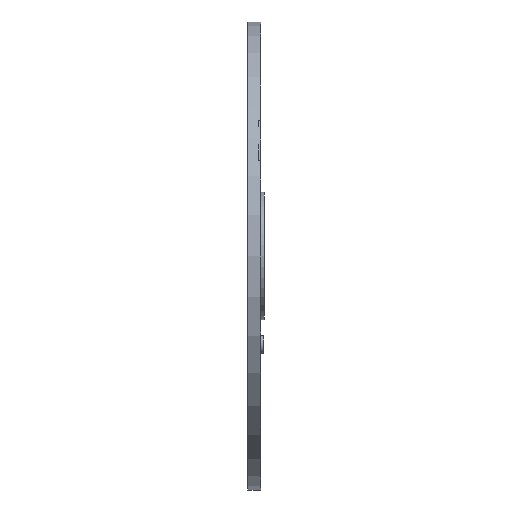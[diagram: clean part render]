
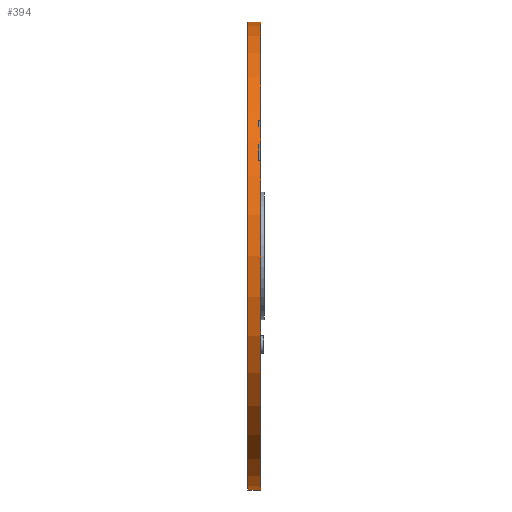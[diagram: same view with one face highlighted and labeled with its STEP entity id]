
A CAD part, left-side view. The second image highlights one B-rep face of the part: STEP entity #394.
In plain terms, the highlighted cylindrical face has radius 100.9 mm (diameter 201.8 mm), a partial arc.
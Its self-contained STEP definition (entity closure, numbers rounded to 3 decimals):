
#43 = VECTOR ( 'NONE', #1427, 1000. ) ;
#90 = FACE_OUTER_BOUND ( 'NONE', #138, .T. ) ;
#114 = VECTOR ( 'NONE', #2608, 1000. ) ;
#138 = EDGE_LOOP ( 'NONE', ( #1092, #2874, #1885, #1734 ) ) ;
#329 = CARTESIAN_POINT ( 'NONE',  ( 0., 1.4, -100.9 ) ) ;
#394 = ADVANCED_FACE ( 'NONE', ( #90 ), #1325, .T. ) ;
#493 = CARTESIAN_POINT ( 'NONE',  ( 0., -3.8, -100.9 ) ) ;
#520 = DIRECTION ( 'NONE',  ( 0., -1., 0. ) ) ;
#720 = DIRECTION ( 'NONE',  ( 0., 0., 1. ) ) ;
#741 = AXIS2_PLACEMENT_3D ( 'NONE', #3245, #520, #3549 ) ;
#1025 = DIRECTION ( 'NONE',  ( 0., 1., 0. ) ) ;
#1072 = LINE ( 'NONE', #493, #43 ) ;
#1092 = ORIENTED_EDGE ( 'NONE', *, *, #1971, .F. ) ;
#1320 = EDGE_CURVE ( 'NONE', #1663, #3398, #2507, .T. ) ;
#1325 = CYLINDRICAL_SURFACE ( 'NONE', #2816, 100.9 ) ;
#1427 = DIRECTION ( 'NONE',  ( 0., 1., 0. ) ) ;
#1522 = AXIS2_PLACEMENT_3D ( 'NONE', #2618, #1729, #2979 ) ;
#1663 = VERTEX_POINT ( 'NONE', #3405 ) ;
#1683 = CARTESIAN_POINT ( 'NONE',  ( 0., -3.8, 100.9 ) ) ;
#1729 = DIRECTION ( 'NONE',  ( 0., 1., 0. ) ) ;
#1734 = ORIENTED_EDGE ( 'NONE', *, *, #3350, .F. ) ;
#1885 = ORIENTED_EDGE ( 'NONE', *, *, #3905, .T. ) ;
#1945 = VERTEX_POINT ( 'NONE', #3481 ) ;
#1971 = EDGE_CURVE ( 'NONE', #3398, #3727, #1072, .T. ) ;
#2507 = CIRCLE ( 'NONE', #741, 100.9 ) ;
#2585 = CARTESIAN_POINT ( 'NONE',  ( 0., -3.8, 0. ) ) ;
#2608 = DIRECTION ( 'NONE',  ( 0., 1., 0. ) ) ;
#2618 = CARTESIAN_POINT ( 'NONE',  ( 0., 1.4, 0. ) ) ;
#2732 = CARTESIAN_POINT ( 'NONE',  ( 0., -4.2, -100.9 ) ) ;
#2774 = CIRCLE ( 'NONE', #1522, 100.9 ) ;
#2816 = AXIS2_PLACEMENT_3D ( 'NONE', #2585, #1025, #720 ) ;
#2874 = ORIENTED_EDGE ( 'NONE', *, *, #1320, .F. ) ;
#2979 = DIRECTION ( 'NONE',  ( 0., 0., 1. ) ) ;
#3245 = CARTESIAN_POINT ( 'NONE',  ( 0., -4.2, 0. ) ) ;
#3350 = EDGE_CURVE ( 'NONE', #3727, #1945, #2774, .T. ) ;
#3398 = VERTEX_POINT ( 'NONE', #2732 ) ;
#3405 = CARTESIAN_POINT ( 'NONE',  ( 0., -4.2, 100.9 ) ) ;
#3481 = CARTESIAN_POINT ( 'NONE',  ( 0., 1.4, 100.9 ) ) ;
#3549 = DIRECTION ( 'NONE',  ( 0., 0., -1. ) ) ;
#3584 = LINE ( 'NONE', #1683, #114 ) ;
#3727 = VERTEX_POINT ( 'NONE', #329 ) ;
#3905 = EDGE_CURVE ( 'NONE', #1663, #1945, #3584, .T. ) ;
